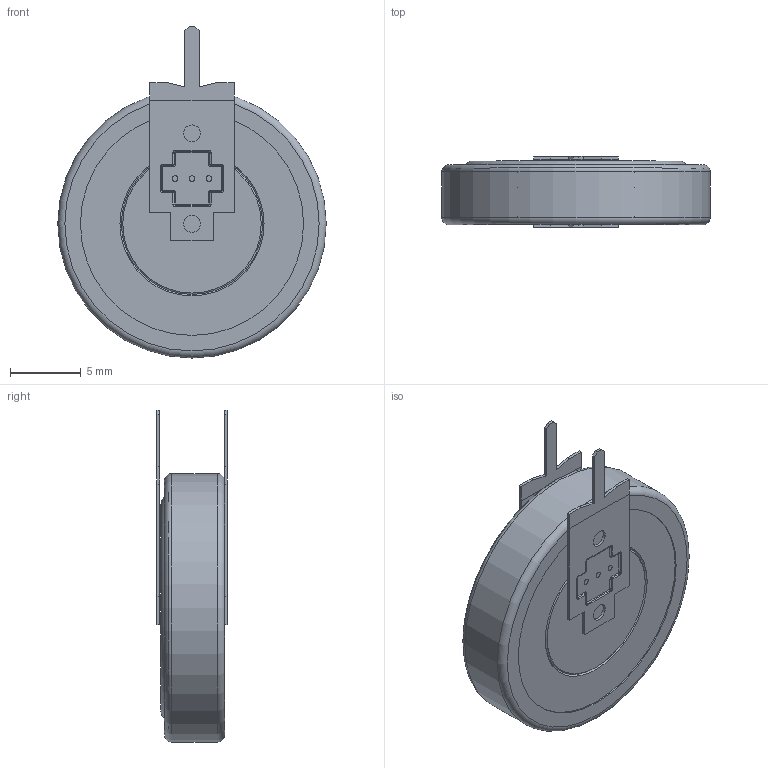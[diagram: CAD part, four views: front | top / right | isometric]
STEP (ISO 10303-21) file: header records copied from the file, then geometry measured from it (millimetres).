
FILE_DESCRIPTION (( 'STEP AP214' ), '1' );
FILE_NAME ('KVR_V.STEP', '2022-05-18T01:30:33', ( '' ), ( '' ), 'SwSTEP 2.0', 'SolidWorks 2020', '' );
FILE_SCHEMA (( 'AUTOMOTIVE_DESIGN' ));
Length unit declared in the file: millimetre
Products named in the file (1): KVR_V
Bounding box: 19 x 5.01 x 23.5 mm (x, y, z)
Volume: 440.9 mm3; surface area: 4360.9 mm2
Topology: 8 solids, 8 shells, 286 faces, 630 edges, 380 vertices
Faces by surface type: cylinder 98, torus 92, plane 84, sphere 8, cone 4
Full cylindrical faces by diameter (mm): 0.4 x6, 1.2 x4, 3.8 x1, 4 x1, 13.8 x1, 14 x1, 15.7 x2, 15.8 x2, 16.3 x2, 16.302 x2, 16.54 x2, 16.9 x2, 18 x2, 18.5 x2, 18.6 x1, 18.8 x2, 19 x1
Entity records: 10607 total; most frequent: DIRECTION 1436, CARTESIAN_POINT 1197, ORIENTED_EDGE 1078, AXIS2_PLACEMENT_3D 610, EDGE_CURVE 539, EDGE_LOOP 398, VERTEX_POINT 371, FACE_OUTER_BOUND 356
